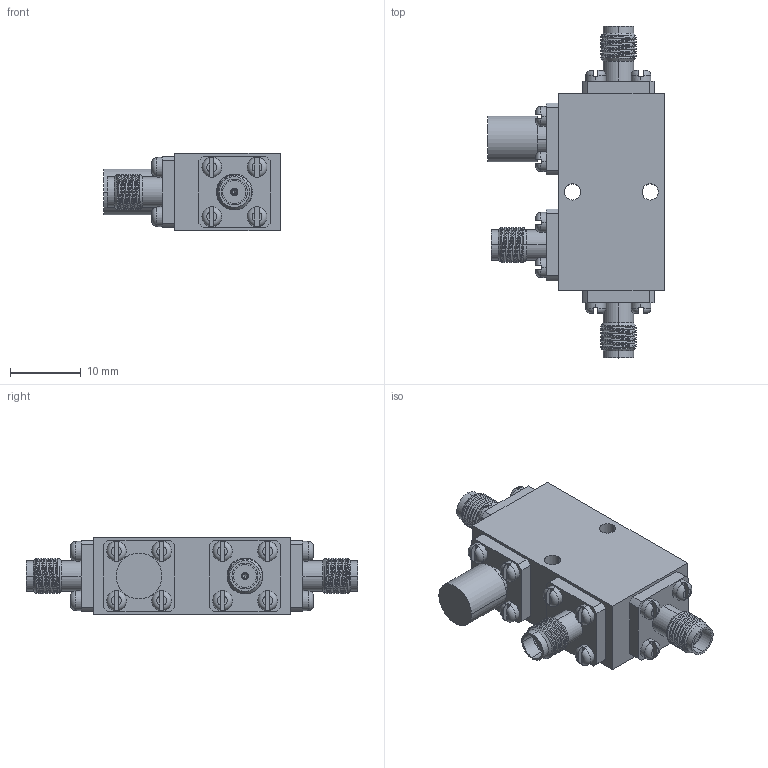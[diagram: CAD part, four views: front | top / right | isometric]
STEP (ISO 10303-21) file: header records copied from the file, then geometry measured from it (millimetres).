
FILE_DESCRIPTION (( 'STEP AP214' ), '1' );
FILE_NAME ('CD-KS-X1.STEP', '2025-10-13T16:23:40', ( '' ), ( '' ), 'SwSTEP 2.0', 'SolidWorks 2021', '' );
FILE_SCHEMA (( 'AUTOMOTIVE_DESIGN' ));
Length unit declared in the file: millimetre
Products named in the file (1): CD-KS-X1
Bounding box: 25 x 47 x 11 mm (x, y, z)
Volume: 5819.6 mm3; surface area: 3400.8 mm2
Topology: 1 solids, 17 shells, 453 faces, 1134 edges, 740 vertices
Faces by surface type: cylinder 203, plane 173, cone 39, torus 32, bspline 6
Entity records: 16182 total; most frequent: CARTESIAN_POINT 5524, ORIENTED_EDGE 2250, DIRECTION 2231, EDGE_CURVE 1125, AXIS2_PLACEMENT_3D 881, VERTEX_POINT 740, EDGE_LOOP 491, VECTOR 469
